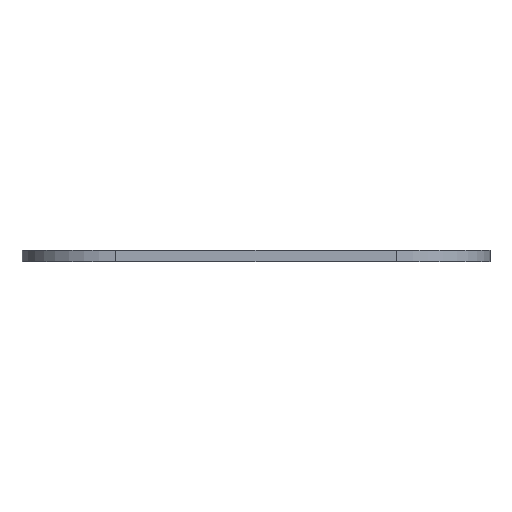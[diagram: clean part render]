
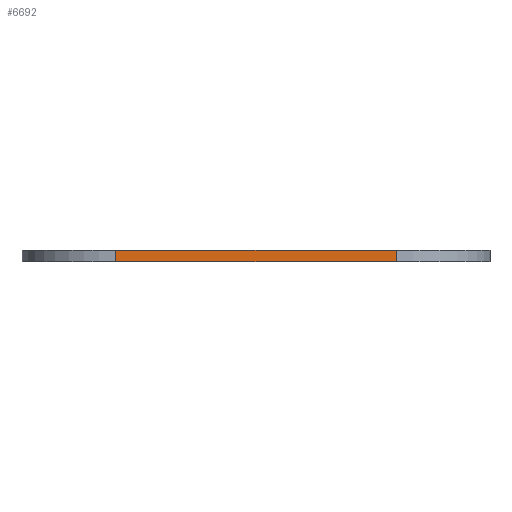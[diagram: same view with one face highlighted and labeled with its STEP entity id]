
A CAD part, left-side view. The second image highlights one B-rep face of the part: STEP entity #6692.
In plain terms, the highlighted planar face has unit normal (-1, 0, 0).
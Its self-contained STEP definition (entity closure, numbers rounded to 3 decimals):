
#91 = PLANE('',#92);
#92 = AXIS2_PLACEMENT_3D('',#93,#94,#95);
#93 = CARTESIAN_POINT('',(0.,0.,1.6));
#94 = DIRECTION('',(0.,0.,1.));
#95 = DIRECTION('',(1.,0.,-0.));
#150 = PLANE('',#151);
#151 = AXIS2_PLACEMENT_3D('',#152,#153,#154);
#152 = CARTESIAN_POINT('',(0.,0.,0.));
#153 = DIRECTION('',(0.,0.,1.));
#154 = DIRECTION('',(1.,0.,-0.));
#187 = CYLINDRICAL_SURFACE('',#188,12.7);
#188 = AXIS2_PLACEMENT_3D('',#189,#190,#191);
#189 = CARTESIAN_POINT('',(63.5,-50.8,0.));
#190 = DIRECTION('',(0.,0.,-1.));
#191 = DIRECTION('',(-1.,0.,0.));
#324 = VERTEX_POINT('',#325);
#325 = CARTESIAN_POINT('',(50.8,-50.8,0.));
#351 = EDGE_CURVE('',#352,#324,#354,.T.);
#352 = VERTEX_POINT('',#353);
#353 = CARTESIAN_POINT('',(50.8,-88.9,0.));
#354 = SURFACE_CURVE('',#355,(#359,#366),.PCURVE_S1.);
#355 = LINE('',#356,#357);
#356 = CARTESIAN_POINT('',(50.8,-88.9,0.));
#357 = VECTOR('',#358,1.);
#358 = DIRECTION('',(0.,1.,0.));
#359 = PCURVE('',#150,#360);
#360 = DEFINITIONAL_REPRESENTATION('',(#361),#365);
#361 = LINE('',#362,#363);
#362 = CARTESIAN_POINT('',(50.8,-88.9));
#363 = VECTOR('',#364,1.);
#364 = DIRECTION('',(0.,1.));
#365 = ( GEOMETRIC_REPRESENTATION_CONTEXT(2) 
PARAMETRIC_REPRESENTATION_CONTEXT() REPRESENTATION_CONTEXT('2D SPACE',''
  ) );
#366 = PCURVE('',#367,#372);
#367 = PLANE('',#368);
#368 = AXIS2_PLACEMENT_3D('',#369,#370,#371);
#369 = CARTESIAN_POINT('',(50.8,-88.9,0.));
#370 = DIRECTION('',(-1.,0.,0.));
#371 = DIRECTION('',(0.,1.,0.));
#372 = DEFINITIONAL_REPRESENTATION('',(#373),#377);
#373 = LINE('',#374,#375);
#374 = CARTESIAN_POINT('',(0.,0.));
#375 = VECTOR('',#376,1.);
#376 = DIRECTION('',(1.,0.));
#377 = ( GEOMETRIC_REPRESENTATION_CONTEXT(2) 
PARAMETRIC_REPRESENTATION_CONTEXT() REPRESENTATION_CONTEXT('2D SPACE',''
  ) );
#400 = CYLINDRICAL_SURFACE('',#401,12.7);
#401 = AXIS2_PLACEMENT_3D('',#402,#403,#404);
#402 = CARTESIAN_POINT('',(63.5,-88.9,0.));
#403 = DIRECTION('',(0.,0.,-1.));
#404 = DIRECTION('',(0.,-1.,-0.));
#3742 = VERTEX_POINT('',#3743);
#3743 = CARTESIAN_POINT('',(50.8,-50.8,1.6));
#3769 = EDGE_CURVE('',#3770,#3742,#3772,.T.);
#3770 = VERTEX_POINT('',#3771);
#3771 = CARTESIAN_POINT('',(50.8,-88.9,1.6));
#3772 = SURFACE_CURVE('',#3773,(#3777,#3784),.PCURVE_S1.);
#3773 = LINE('',#3774,#3775);
#3774 = CARTESIAN_POINT('',(50.8,-88.9,1.6));
#3775 = VECTOR('',#3776,1.);
#3776 = DIRECTION('',(0.,1.,0.));
#3777 = PCURVE('',#91,#3778);
#3778 = DEFINITIONAL_REPRESENTATION('',(#3779),#3783);
#3779 = LINE('',#3780,#3781);
#3780 = CARTESIAN_POINT('',(50.8,-88.9));
#3781 = VECTOR('',#3782,1.);
#3782 = DIRECTION('',(0.,1.));
#3783 = ( GEOMETRIC_REPRESENTATION_CONTEXT(2) 
PARAMETRIC_REPRESENTATION_CONTEXT() REPRESENTATION_CONTEXT('2D SPACE',''
  ) );
#3784 = PCURVE('',#367,#3785);
#3785 = DEFINITIONAL_REPRESENTATION('',(#3786),#3790);
#3786 = LINE('',#3787,#3788);
#3787 = CARTESIAN_POINT('',(0.,-1.6));
#3788 = VECTOR('',#3789,1.);
#3789 = DIRECTION('',(1.,0.));
#3790 = ( GEOMETRIC_REPRESENTATION_CONTEXT(2) 
PARAMETRIC_REPRESENTATION_CONTEXT() REPRESENTATION_CONTEXT('2D SPACE',''
  ) );
#6642 = EDGE_CURVE('',#324,#3742,#6643,.T.);
#6643 = SURFACE_CURVE('',#6644,(#6648,#6655),.PCURVE_S1.);
#6644 = LINE('',#6645,#6646);
#6645 = CARTESIAN_POINT('',(50.8,-50.8,0.));
#6646 = VECTOR('',#6647,1.);
#6647 = DIRECTION('',(0.,0.,1.));
#6648 = PCURVE('',#187,#6649);
#6649 = DEFINITIONAL_REPRESENTATION('',(#6650),#6654);
#6650 = LINE('',#6651,#6652);
#6651 = CARTESIAN_POINT('',(0.,0.));
#6652 = VECTOR('',#6653,1.);
#6653 = DIRECTION('',(0.,-1.));
#6654 = ( GEOMETRIC_REPRESENTATION_CONTEXT(2) 
PARAMETRIC_REPRESENTATION_CONTEXT() REPRESENTATION_CONTEXT('2D SPACE',''
  ) );
#6655 = PCURVE('',#367,#6656);
#6656 = DEFINITIONAL_REPRESENTATION('',(#6657),#6661);
#6657 = LINE('',#6658,#6659);
#6658 = CARTESIAN_POINT('',(38.1,0.));
#6659 = VECTOR('',#6660,1.);
#6660 = DIRECTION('',(0.,-1.));
#6661 = ( GEOMETRIC_REPRESENTATION_CONTEXT(2) 
PARAMETRIC_REPRESENTATION_CONTEXT() REPRESENTATION_CONTEXT('2D SPACE',''
  ) );
#6692 = ADVANCED_FACE('',(#6693),#367,.T.);
#6693 = FACE_BOUND('',#6694,.T.);
#6694 = EDGE_LOOP('',(#6695,#6716,#6717,#6718));
#6695 = ORIENTED_EDGE('',*,*,#6696,.T.);
#6696 = EDGE_CURVE('',#352,#3770,#6697,.T.);
#6697 = SURFACE_CURVE('',#6698,(#6702,#6709),.PCURVE_S1.);
#6698 = LINE('',#6699,#6700);
#6699 = CARTESIAN_POINT('',(50.8,-88.9,0.));
#6700 = VECTOR('',#6701,1.);
#6701 = DIRECTION('',(0.,0.,1.));
#6702 = PCURVE('',#367,#6703);
#6703 = DEFINITIONAL_REPRESENTATION('',(#6704),#6708);
#6704 = LINE('',#6705,#6706);
#6705 = CARTESIAN_POINT('',(0.,0.));
#6706 = VECTOR('',#6707,1.);
#6707 = DIRECTION('',(0.,-1.));
#6708 = ( GEOMETRIC_REPRESENTATION_CONTEXT(2) 
PARAMETRIC_REPRESENTATION_CONTEXT() REPRESENTATION_CONTEXT('2D SPACE',''
  ) );
#6709 = PCURVE('',#400,#6710);
#6710 = DEFINITIONAL_REPRESENTATION('',(#6711),#6715);
#6711 = LINE('',#6712,#6713);
#6712 = CARTESIAN_POINT('',(1.571,0.));
#6713 = VECTOR('',#6714,1.);
#6714 = DIRECTION('',(0.,-1.));
#6715 = ( GEOMETRIC_REPRESENTATION_CONTEXT(2) 
PARAMETRIC_REPRESENTATION_CONTEXT() REPRESENTATION_CONTEXT('2D SPACE',''
  ) );
#6716 = ORIENTED_EDGE('',*,*,#3769,.T.);
#6717 = ORIENTED_EDGE('',*,*,#6642,.F.);
#6718 = ORIENTED_EDGE('',*,*,#351,.F.);
